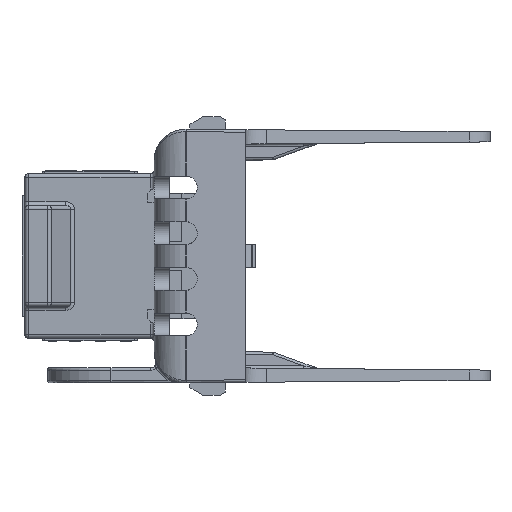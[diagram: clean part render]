
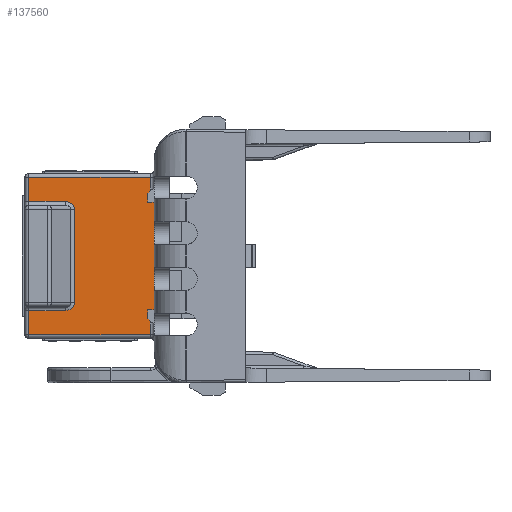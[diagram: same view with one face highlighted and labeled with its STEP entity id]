
A CAD part, left-side view. The second image highlights one B-rep face of the part: STEP entity #137560.
In plain terms, the highlighted planar face has unit normal (-1, 0, 0).
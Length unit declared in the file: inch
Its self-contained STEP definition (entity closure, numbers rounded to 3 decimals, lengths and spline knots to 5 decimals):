
#3671 = ORIENTED_EDGE ( 'NONE', *, *, #118274, .T. ) ;
#5753 = EDGE_CURVE ( 'NONE', #18514, #52924, #113441, .T. ) ;
#6699 = CARTESIAN_POINT ( 'NONE',  ( -0.625, 0.52438, -0.215 ) ) ;
#8449 = DIRECTION ( 'NONE',  ( 0., -1., 0. ) ) ;
#8737 = VERTEX_POINT ( 'NONE', #131599 ) ;
#10053 = EDGE_CURVE ( 'NONE', #47081, #37425, #139078, .T. ) ;
#11373 = CARTESIAN_POINT ( 'NONE',  ( -0.625, 0.19, 0.325 ) ) ;
#15359 = VECTOR ( 'NONE', #125588, 39.37008 ) ;
#15853 = VECTOR ( 'NONE', #47194, 39.37008 ) ;
#18514 = VERTEX_POINT ( 'NONE', #138971 ) ;
#23497 = CARTESIAN_POINT ( 'NONE',  ( -0.625, 0.175, 0.325 ) ) ;
#23928 = CARTESIAN_POINT ( 'NONE',  ( -0.625, 0.48974, 0.20257 ) ) ;
#26397 = DIRECTION ( 'NONE',  ( 0., 0., -1. ) ) ;
#27346 = CARTESIAN_POINT ( 'NONE',  ( -0.625, 0.19, -0.2475 ) ) ;
#27673 = CARTESIAN_POINT ( 'NONE',  ( -0.625, 0.48974, -0.185 ) ) ;
#28174 = ORIENTED_EDGE ( 'NONE', *, *, #139770, .F. ) ;
#30021 = CARTESIAN_POINT ( 'NONE',  ( -0.625, 0.67, -0.215 ) ) ;
#30636 = EDGE_CURVE ( 'NONE', #52924, #108274, #89329, .T. ) ;
#31828 = CARTESIAN_POINT ( 'NONE',  ( -0.625, 0.19, -0.31 ) ) ;
#33536 = FACE_OUTER_BOUND ( 'NONE', #46789, .T. ) ;
#34590 = CARTESIAN_POINT ( 'NONE',  ( -0.625, -1.60765, -0.2475 ) ) ;
#35464 = VECTOR ( 'NONE', #37747, 39.37008 ) ;
#37425 = VERTEX_POINT ( 'NONE', #30021 ) ;
#37747 = DIRECTION ( 'NONE',  ( 0., 1., 0. ) ) ;
#38627 = CARTESIAN_POINT ( 'NONE',  ( -0.625, 0.52438, 0.215 ) ) ;
#39387 = LINE ( 'NONE', #120825, #134778 ) ;
#45868 = CARTESIAN_POINT ( 'NONE',  ( -0.625, 0.67, 0.325 ) ) ;
#46789 = EDGE_LOOP ( 'NONE', ( #51218, #3671, #63132, #53338, #123918, #126312, #115091, #147137, #28174, #79263, #129269, #135689, #69214, #97687 ) ) ;
#47081 = VERTEX_POINT ( 'NONE', #6699 ) ;
#47194 = DIRECTION ( 'NONE',  ( 0., 1., 0. ) ) ;
#51218 = ORIENTED_EDGE ( 'NONE', *, *, #30636, .T. ) ;
#51808 = CARTESIAN_POINT ( 'NONE',  ( -0.625, 0.175, 0.2475 ) ) ;
#51987 = CARTESIAN_POINT ( 'NONE',  ( -0.625, 0.685, -0.31 ) ) ;
#52924 = VERTEX_POINT ( 'NONE', #59807 ) ;
#53338 = ORIENTED_EDGE ( 'NONE', *, *, #78044, .T. ) ;
#54491 = CARTESIAN_POINT ( 'NONE',  ( -0.625, 0.50409, -0.215 ) ) ;
#55337 = CARTESIAN_POINT ( 'NONE',  ( -0.625, 0.52438, -0.215 ) ) ;
#59807 = CARTESIAN_POINT ( 'NONE',  ( -0.625, 0.175, -0.2475 ) ) ;
#60367 = CARTESIAN_POINT ( 'NONE',  ( -0.625, 0.67, 0.325 ) ) ;
#63132 = ORIENTED_EDGE ( 'NONE', *, *, #85208, .T. ) ;
#63340 = EDGE_CURVE ( 'NONE', #121115, #8737, #138454, .T. ) ;
#63501 = VERTEX_POINT ( 'NONE', #105381 ) ;
#63752 = CARTESIAN_POINT ( 'NONE',  ( -0.625, 0.50409, 0.215 ) ) ;
#64198 = DIRECTION ( 'NONE',  ( 0., 0., 1. ) ) ;
#64528 = LINE ( 'NONE', #157229, #122684 ) ;
#66605 = CARTESIAN_POINT ( 'NONE',  ( -0.625, 0.48974, -0.185 ) ) ;
#68570 = CARTESIAN_POINT ( 'NONE',  ( -0.625, 0.67, -0.31 ) ) ;
#69214 = ORIENTED_EDGE ( 'NONE', *, *, #78983, .T. ) ;
#71072 = CARTESIAN_POINT ( 'NONE',  ( -0.625, 0.19, 0.31 ) ) ;
#71853 = LINE ( 'NONE', #45868, #94877 ) ;
#72115 = VECTOR ( 'NONE', #8449, 39.37008 ) ;
#72470 = LINE ( 'NONE', #60367, #132475 ) ;
#74921 = CARTESIAN_POINT ( 'NONE',  ( -0.625, 0.67, 0.215 ) ) ;
#78044 = EDGE_CURVE ( 'NONE', #120698, #144045, #88041, .T. ) ;
#78710 = EDGE_CURVE ( 'NONE', #37425, #81226, #72470, .T. ) ;
#78983 = EDGE_CURVE ( 'NONE', #100025, #18514, #146041, .T. ) ;
#79263 = ORIENTED_EDGE ( 'NONE', *, *, #10053, .T. ) ;
#81226 = VERTEX_POINT ( 'NONE', #68570 ) ;
#85208 = EDGE_CURVE ( 'NONE', #63501, #120698, #113647, .T. ) ;
#88041 = LINE ( 'NONE', #155578, #35464 ) ;
#88102 = CARTESIAN_POINT ( 'NONE',  ( -0.625, 0.685, 0.325 ) ) ;
#89329 = LINE ( 'NONE', #23497, #108907 ) ;
#89756 = CARTESIAN_POINT ( 'NONE',  ( -0.625, 0.48974, 0.185 ) ) ;
#90618 = CARTESIAN_POINT ( 'NONE',  ( -0.625, 0.48974, 0.185 ) ) ;
#91328 =( BOUNDED_CURVE ( )  B_SPLINE_CURVE ( 3, ( #55337, #54491, #92614, #66605 ),
 .UNSPECIFIED., .F., .F. ) 
 B_SPLINE_CURVE_WITH_KNOTS ( ( 4, 4 ),
 ( 4.71239, 6.28319 ),
 .UNSPECIFIED. ) 
 CURVE ( )  GEOMETRIC_REPRESENTATION_ITEM ( )  RATIONAL_B_SPLINE_CURVE ( ( 1., 0.805, 0.805, 1. ) ) 
 REPRESENTATION_ITEM ( '' )  );
#92221 = DIRECTION ( 'NONE',  ( 0., 1., 0. ) ) ;
#92614 = CARTESIAN_POINT ( 'NONE',  ( -0.625, 0.48974, -0.20257 ) ) ;
#94877 = VECTOR ( 'NONE', #123877, 39.37008 ) ;
#96618 = EDGE_CURVE ( 'NONE', #144045, #121115, #71853, .T. ) ;
#97687 = ORIENTED_EDGE ( 'NONE', *, *, #5753, .T. ) ;
#100025 = VERTEX_POINT ( 'NONE', #31828 ) ;
#102455 =( BOUNDED_CURVE ( )  B_SPLINE_CURVE ( 3, ( #89756, #23928, #63752, #38627 ),
 .UNSPECIFIED., .F., .F. ) 
 B_SPLINE_CURVE_WITH_KNOTS ( ( 4, 4 ),
 ( 3.14159, 4.71239 ),
 .UNSPECIFIED. ) 
 CURVE ( )  GEOMETRIC_REPRESENTATION_ITEM ( )  RATIONAL_B_SPLINE_CURVE ( ( 1., 0.805, 0.805, 1. ) ) 
 REPRESENTATION_ITEM ( '' )  );
#105381 = CARTESIAN_POINT ( 'NONE',  ( -0.625, 0.19, 0.2475 ) ) ;
#108274 = VERTEX_POINT ( 'NONE', #51808 ) ;
#108907 = VECTOR ( 'NONE', #169867, 39.37008 ) ;
#109902 = CARTESIAN_POINT ( 'NONE',  ( -0.625, 0.685, 0.215 ) ) ;
#110543 = VECTOR ( 'NONE', #64198, 39.37008 ) ;
#112982 = EDGE_CURVE ( 'NONE', #81226, #100025, #120433, .T. ) ;
#113441 = LINE ( 'NONE', #34590, #15359 ) ;
#113647 = LINE ( 'NONE', #11373, #110543 ) ;
#114240 = VERTEX_POINT ( 'NONE', #90618 ) ;
#115091 = ORIENTED_EDGE ( 'NONE', *, *, #136911, .F. ) ;
#115819 = PLANE ( 'NONE',  #154622 ) ;
#118274 = EDGE_CURVE ( 'NONE', #108274, #63501, #39387, .T. ) ;
#120433 = LINE ( 'NONE', #51987, #167230 ) ;
#120698 = VERTEX_POINT ( 'NONE', #71072 ) ;
#120825 = CARTESIAN_POINT ( 'NONE',  ( -0.625, -1.60765, 0.2475 ) ) ;
#121115 = VERTEX_POINT ( 'NONE', #74921 ) ;
#122684 = VECTOR ( 'NONE', #26397, 39.37008 ) ;
#123877 = DIRECTION ( 'NONE',  ( 0., 0., -1. ) ) ;
#123918 = ORIENTED_EDGE ( 'NONE', *, *, #96618, .T. ) ;
#125588 = DIRECTION ( 'NONE',  ( 0., -1., 0. ) ) ;
#126225 = DIRECTION ( 'NONE',  ( 0., 0., -1. ) ) ;
#126312 = ORIENTED_EDGE ( 'NONE', *, *, #63340, .T. ) ;
#129269 = ORIENTED_EDGE ( 'NONE', *, *, #78710, .T. ) ;
#131599 = CARTESIAN_POINT ( 'NONE',  ( -0.625, 0.52438, 0.215 ) ) ;
#131769 = CARTESIAN_POINT ( 'NONE',  ( -0.625, 0.67, 0.31 ) ) ;
#132475 = VECTOR ( 'NONE', #126225, 39.37008 ) ;
#133924 = DIRECTION ( 'NONE',  ( 0., 0., 1. ) ) ;
#134778 = VECTOR ( 'NONE', #92221, 39.37008 ) ;
#135689 = ORIENTED_EDGE ( 'NONE', *, *, #112982, .T. ) ;
#136911 = EDGE_CURVE ( 'NONE', #114240, #8737, #102455, .T. ) ;
#137560 = ADVANCED_FACE ( 'NONE', ( #33536 ), #115819, .F. ) ;
#138407 = DIRECTION ( 'NONE',  ( 1., 0., 0. ) ) ;
#138454 = LINE ( 'NONE', #109902, #72115 ) ;
#138971 = CARTESIAN_POINT ( 'NONE',  ( -0.625, 0.19, -0.2475 ) ) ;
#139078 = LINE ( 'NONE', #152897, #15853 ) ;
#139252 = DIRECTION ( 'NONE',  ( 0., 0., -1. ) ) ;
#139770 = EDGE_CURVE ( 'NONE', #47081, #161916, #91328, .T. ) ;
#144045 = VERTEX_POINT ( 'NONE', #131769 ) ;
#146041 = LINE ( 'NONE', #27346, #154565 ) ;
#146404 = DIRECTION ( 'NONE',  ( 0., -1., 0. ) ) ;
#147137 = ORIENTED_EDGE ( 'NONE', *, *, #152297, .T. ) ;
#152297 = EDGE_CURVE ( 'NONE', #114240, #161916, #64528, .T. ) ;
#152897 = CARTESIAN_POINT ( 'NONE',  ( -0.625, 0.685, -0.215 ) ) ;
#154565 = VECTOR ( 'NONE', #133924, 39.37008 ) ;
#154622 = AXIS2_PLACEMENT_3D ( 'NONE', #88102, #138407, #139252 ) ;
#155578 = CARTESIAN_POINT ( 'NONE',  ( -0.625, 0.685, 0.31 ) ) ;
#157229 = CARTESIAN_POINT ( 'NONE',  ( -0.625, 0.48974, -0.2 ) ) ;
#161916 = VERTEX_POINT ( 'NONE', #27673 ) ;
#167230 = VECTOR ( 'NONE', #146404, 39.37008 ) ;
#169867 = DIRECTION ( 'NONE',  ( 0., 0., 1. ) ) ;
